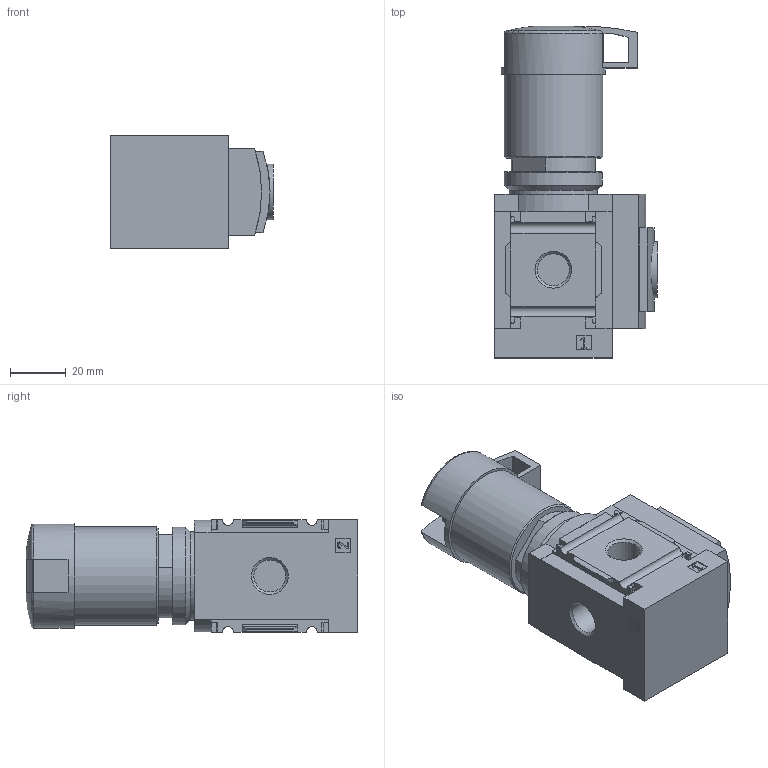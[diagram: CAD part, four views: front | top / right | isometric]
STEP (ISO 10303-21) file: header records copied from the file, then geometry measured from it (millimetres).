
FILE_DESCRIPTION(/* description */ ('STEP AP214'),/* implementation_level */ '2;1');
FILE_NAME(/* name */ '529471_MS4-LRB-1_4-D5-A8-AS',/* time_stamp */ '2024-09-09T19:21:03+02:00',/* author */ ('License CC BY-ND 4.0'),/* organization */ ('CADENAS'),/* preprocessor_version */ 'ST-DEVELOPER v19.3',/* originating_system */ 'PARTsolutions',/* authorisation */ ' ');
FILE_SCHEMA (('AUTOMOTIVE_DESIGN {1 0 10303 214 3 1 1}'));
Length unit declared in the file: millimetre
Products named in the file (3): 529471 MS4-LRB-1/4-D5-A8-AS; 527692 MS4-LRB-1/4-D5-A8-AS-0D; 3343944 LRP-...-6
Assembly tree (2 placements, depth 2):
  529471 MS4-LRB-1/4-D5-A8-AS
    527692 MS4-LRB-1/4-D5-A8-AS-0D
    3343944 LRP-...-6
Bounding box: 58.2 x 118.7 x 40.2 mm (x, y, z)
Volume: 163635 mm3; surface area: 27754.2 mm2
Topology: 2 solids, 2 shells, 243 faces, 650 edges, 426 vertices
Faces by surface type: plane 173, cylinder 55, cone 11, torus 4
Full cylindrical faces by diameter (mm): 8.566 x1, 11.445 x3, 20 x1, 28.376 x1, 31.6 x1, 35 x1, 35.2 x1, 37.2 x1
Entity records: 9149 total; most frequent: CARTESIAN_POINT 1349, ORIENTED_EDGE 1256, DIRECTION 1239, EDGE_CURVE 628, LINE 487, VECTOR 487, VERTEX_POINT 425, AXIS2_PLACEMENT_3D 376
